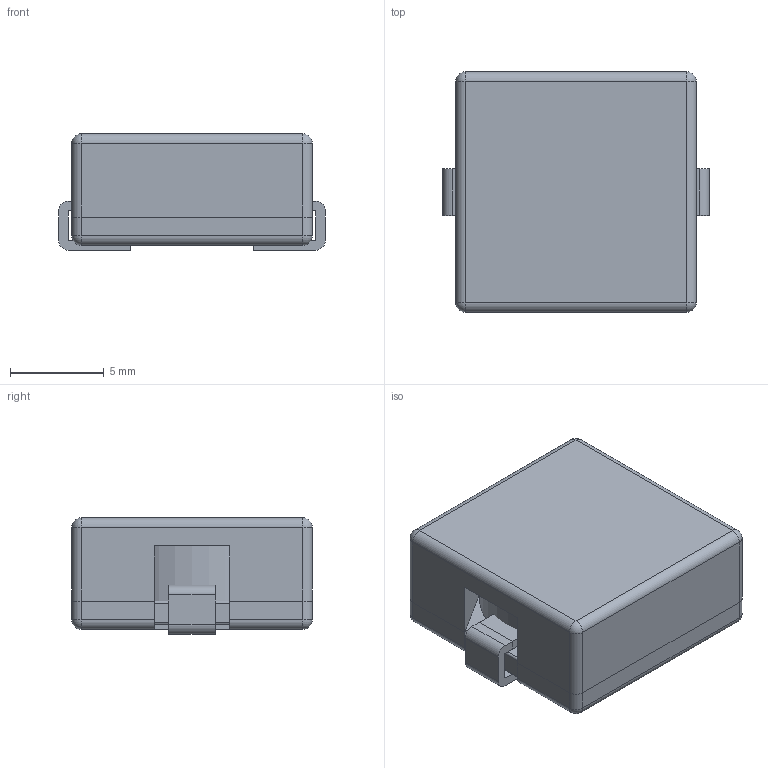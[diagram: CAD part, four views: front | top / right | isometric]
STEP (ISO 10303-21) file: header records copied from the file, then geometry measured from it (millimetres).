
FILE_DESCRIPTION(/* description */ (''),/* implementation_level */ '2;1');
FILE_NAME(/* name */ 'IND_WURTH_WE-HCI_1365.stp',/* time_stamp */ '2017-02-22T15:18:26+01:00',/* author */ ('jchouvet'),/* organization */ ('Unknown'),/* preprocessor_version */ 'ST-DEVELOPER v16.1',/* originating_system */ 'AutoCAD Mechanical',/* authorisation */ ' ');
FILE_SCHEMA (('AUTOMOTIVE_DESIGN { 1 0 10303 214 3 1 1 }'));
Length unit declared in the file: millimetre
Products named in the file (1): Product
Bounding box: 14.2 x 12.8 x 6.2 mm (x, y, z)
Volume: 966.8 mm3; surface area: 1421.4 mm2
Topology: 6 solids, 6 shells, 99 faces, 244 edges, 156 vertices
Faces by surface type: plane 58, cylinder 33, sphere 8
Full cylindrical faces by diameter (mm): 10.3 x1
Entity records: 2903 total; most frequent: DIRECTION 502, CARTESIAN_POINT 494, ORIENTED_EDGE 472, EDGE_CURVE 236, LINE 170, VECTOR 170, AXIS2_PLACEMENT_3D 166, VERTEX_POINT 150
